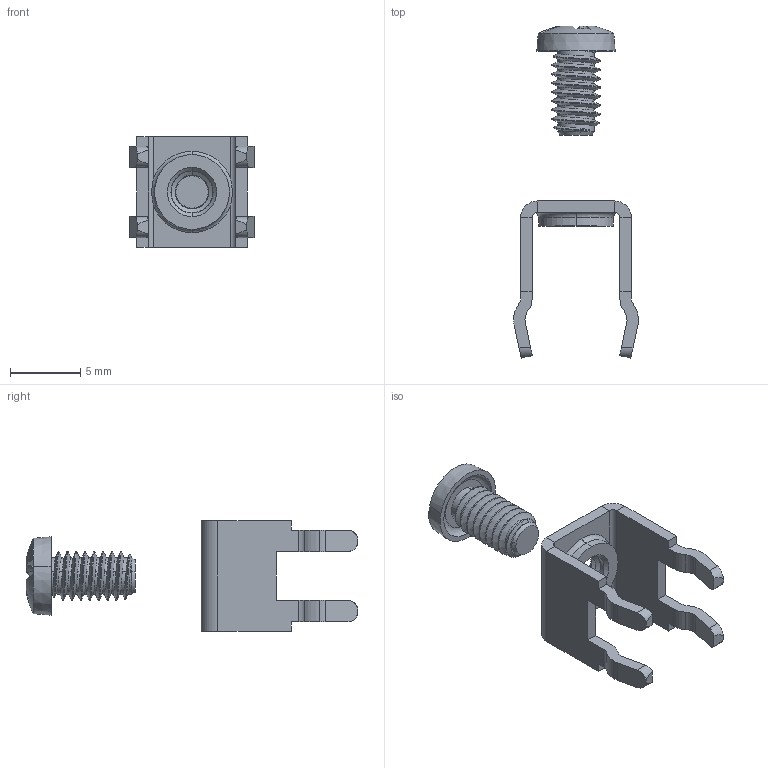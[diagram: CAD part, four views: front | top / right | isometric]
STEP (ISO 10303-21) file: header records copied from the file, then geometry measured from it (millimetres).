
FILE_DESCRIPTION (( 'STEP AP214' ), '1' );
FILE_NAME ('7698.STEP', '2017-12-18T18:26:04', ( '' ), ( '' ), 'SwSTEP 2.0', 'SolidWorks 2013', '' );
FILE_SCHEMA (( 'AUTOMOTIVE_DESIGN' ));
Length unit declared in the file: inch
Products named in the file (1): 7698
Bounding box: 8.89 x 23.63 x 7.87 mm (x, y, z)
Volume: 207.9 mm3; surface area: 618.1 mm2
Topology: 2 solids, 2 shells, 155 faces, 415 edges, 265 vertices
Faces by surface type: plane 66, cylinder 60, cone 14, bspline 9, torus 6
Entity records: 9632 total; most frequent: CARTESIAN_POINT 3892, ORIENTED_EDGE 826, DIRECTION 699, EDGE_CURVE 413, VERTEX_POINT 265, AXIS2_PLACEMENT_3D 243, VECTOR 213, LINE 213
